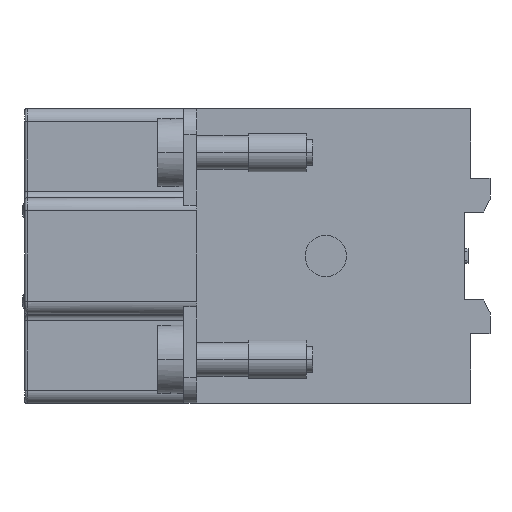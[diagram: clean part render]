
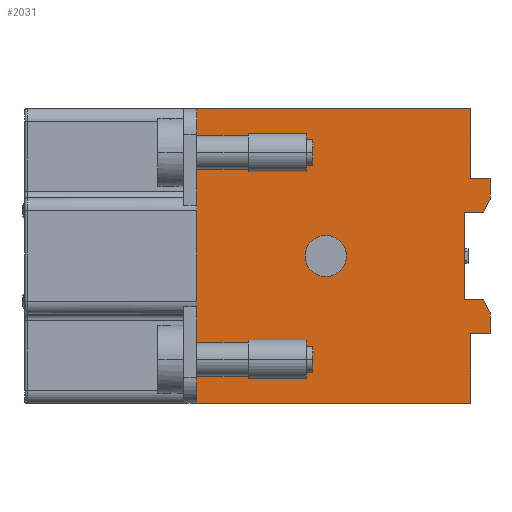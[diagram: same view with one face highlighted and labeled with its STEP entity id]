
A CAD part, left-side view. The second image highlights one B-rep face of the part: STEP entity #2031.
In plain terms, the highlighted planar face has unit normal (-1, 0, 0).
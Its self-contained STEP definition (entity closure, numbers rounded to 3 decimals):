
#2031=ADVANCED_FACE('92',(#10784,#10785),#3541,.F.);
#3541=PLANE('',#28305);
#4576=B_SPLINE_CURVE_WITH_KNOTS('',3,(#38079,#38080,#38081,#38082),
 .UNSPECIFIED.,.F.,.F.,(4,4),(0.,1.),.UNSPECIFIED.);
#4954=LINE('',#38052,#7869);
#4955=LINE('',#38055,#7870);
#4956=LINE('',#38057,#7871);
#4957=LINE('',#38059,#7872);
#4958=LINE('',#38061,#7873);
#4959=LINE('',#38063,#7874);
#4960=LINE('',#38065,#7875);
#4961=LINE('',#38067,#7876);
#4962=LINE('',#38069,#7877);
#4963=LINE('',#38071,#7878);
#4964=LINE('',#38073,#7879);
#4965=LINE('',#38075,#7880);
#4966=LINE('',#38077,#7881);
#7869=VECTOR('',#30584,1.);
#7870=VECTOR('',#30585,1.);
#7871=VECTOR('',#30586,1.);
#7872=VECTOR('',#30587,1.);
#7873=VECTOR('',#30588,1.);
#7874=VECTOR('',#30589,1.);
#7875=VECTOR('',#30590,1.);
#7876=VECTOR('',#30591,1.);
#7877=VECTOR('',#30592,1.);
#7878=VECTOR('',#30593,1.);
#7879=VECTOR('',#30594,1.);
#7880=VECTOR('',#30595,1.);
#7881=VECTOR('',#30596,1.);
#10784=FACE_BOUND('',#10943,.T.);
#10785=FACE_BOUND('',#10944,.T.);
#10943=EDGE_LOOP('',(#12555));
#10944=EDGE_LOOP('',(#12556,#12557,#12558,#12559,#12560,#12561,#12562,#12563,
#12564,#12565,#12566,#12567,#12568,#12569));
#12555=ORIENTED_EDGE('',*,*,#23422,.T.);
#12556=ORIENTED_EDGE('',*,*,#23423,.F.);
#12557=ORIENTED_EDGE('',*,*,#23424,.F.);
#12558=ORIENTED_EDGE('',*,*,#23425,.F.);
#12559=ORIENTED_EDGE('',*,*,#23426,.T.);
#12560=ORIENTED_EDGE('',*,*,#23427,.F.);
#12561=ORIENTED_EDGE('',*,*,#23428,.F.);
#12562=ORIENTED_EDGE('',*,*,#23429,.F.);
#12563=ORIENTED_EDGE('',*,*,#23430,.F.);
#12564=ORIENTED_EDGE('',*,*,#23431,.T.);
#12565=ORIENTED_EDGE('',*,*,#23432,.F.);
#12566=ORIENTED_EDGE('',*,*,#23433,.F.);
#12567=ORIENTED_EDGE('',*,*,#23434,.T.);
#12568=ORIENTED_EDGE('',*,*,#23435,.F.);
#12569=ORIENTED_EDGE('',*,*,#23436,.T.);
#20737=VERTEX_POINT('',#38051);
#20738=VERTEX_POINT('',#38053);
#20739=VERTEX_POINT('',#38054);
#20740=VERTEX_POINT('',#38056);
#20741=VERTEX_POINT('',#38058);
#20742=VERTEX_POINT('',#38060);
#20743=VERTEX_POINT('',#38062);
#20744=VERTEX_POINT('',#38064);
#20745=VERTEX_POINT('',#38066);
#20746=VERTEX_POINT('',#38068);
#20747=VERTEX_POINT('',#38070);
#20748=VERTEX_POINT('',#38072);
#20749=VERTEX_POINT('',#38074);
#20750=VERTEX_POINT('',#38076);
#20751=VERTEX_POINT('',#38078);
#23422=EDGE_CURVE('',#20737,#20737,#27513,.T.);
#23423=EDGE_CURVE('',#20738,#20739,#4954,.T.);
#23424=EDGE_CURVE('',#20740,#20738,#4955,.T.);
#23425=EDGE_CURVE('',#20741,#20740,#4956,.T.);
#23426=EDGE_CURVE('8394',#20741,#20742,#4957,.T.);
#23427=EDGE_CURVE('8414',#20743,#20742,#4958,.T.);
#23428=EDGE_CURVE('8399',#20744,#20743,#4959,.T.);
#23429=EDGE_CURVE('9062',#20745,#20744,#4960,.T.);
#23430=EDGE_CURVE('',#20746,#20745,#4961,.T.);
#23431=EDGE_CURVE('',#20746,#20747,#4962,.T.);
#23432=EDGE_CURVE('',#20748,#20747,#4963,.T.);
#23433=EDGE_CURVE('',#20749,#20748,#4964,.T.);
#23434=EDGE_CURVE('',#20749,#20750,#4965,.T.);
#23435=EDGE_CURVE('',#20751,#20750,#4966,.T.);
#23436=EDGE_CURVE('',#20751,#20739,#4576,.T.);
#27513=CIRCLE('',#28304,1.6);
#28304=AXIS2_PLACEMENT_3D('',#38050,#30582,#30583);
#28305=AXIS2_PLACEMENT_3D('',#38083,#30597,#30598);
#30582=DIRECTION('',(1.,0.,0.));
#30583=DIRECTION('',(0.,0.,1.));
#30584=DIRECTION('',(0.,0.,1.));
#30585=DIRECTION('',(0.,1.,0.));
#30586=DIRECTION('',(0.,0.,-1.));
#30587=DIRECTION('',(0.,-1.,0.));
#30588=DIRECTION('',(0.,0.,-1.));
#30589=DIRECTION('',(0.,-0.447,-0.894));
#30590=DIRECTION('',(0.,-1.,0.));
#30591=DIRECTION('',(0.,0.,-1.));
#30592=DIRECTION('',(0.,-1.,0.));
#30593=DIRECTION('',(0.,0.447,-0.894));
#30594=DIRECTION('',(0.,0.,-1.));
#30595=DIRECTION('',(0.,1.,0.));
#30596=DIRECTION('',(0.,0.,-1.));
#30597=DIRECTION('',(1.,0.,0.));
#30598=DIRECTION('',(0.,0.,-1.));
#38050=CARTESIAN_POINT('',(-28.,-11.,0.));
#38051=CARTESIAN_POINT('',(-28.,-11.,1.6));
#38052=CARTESIAN_POINT('',(-28.,-1.,11.402));
#38053=CARTESIAN_POINT('',(-28.,-1.,-11.4));
#38054=CARTESIAN_POINT('',(-28.,-1.,11.401));
#38055=CARTESIAN_POINT('',(-28.,-21.7,-11.4));
#38056=CARTESIAN_POINT('',(-28.,-22.2,-11.4));
#38057=CARTESIAN_POINT('',(-28.,-22.2,11.402));
#38058=CARTESIAN_POINT('',(-28.,-22.2,-6.));
#38059=CARTESIAN_POINT('',(-28.,-22.,-6.));
#38060=CARTESIAN_POINT('',(-28.,-23.7,-6.));
#38061=CARTESIAN_POINT('',(-28.,-23.7,-4.4));
#38062=CARTESIAN_POINT('',(-28.,-23.7,-4.4));
#38063=CARTESIAN_POINT('',(-28.,-23.2,-3.4));
#38064=CARTESIAN_POINT('',(-28.,-23.2,-3.4));
#38065=CARTESIAN_POINT('',(-28.,-18.7,-3.4));
#38066=CARTESIAN_POINT('',(-28.,-21.7,-3.4));
#38067=CARTESIAN_POINT('',(-28.,-21.7,11.402));
#38068=CARTESIAN_POINT('',(-28.,-21.7,3.4));
#38069=CARTESIAN_POINT('',(-28.,-18.7,3.4));
#38070=CARTESIAN_POINT('',(-28.,-23.2,3.4));
#38071=CARTESIAN_POINT('',(-28.,-23.7,4.4));
#38072=CARTESIAN_POINT('',(-28.,-23.7,4.4));
#38073=CARTESIAN_POINT('',(-28.,-23.7,6.));
#38074=CARTESIAN_POINT('',(-28.,-23.7,6.));
#38075=CARTESIAN_POINT('',(-28.,-23.7,6.));
#38076=CARTESIAN_POINT('',(-28.,-22.2,6.));
#38077=CARTESIAN_POINT('',(-28.,-22.2,11.402));
#38078=CARTESIAN_POINT('',(-28.,-22.2,11.402));
#38079=CARTESIAN_POINT('',(-28.,-22.2,11.402));
#38080=CARTESIAN_POINT('',(-28.,-15.133,11.402));
#38081=CARTESIAN_POINT('',(-28.,-8.067,11.402));
#38082=CARTESIAN_POINT('',(-28.,-1.,11.402));
#38083=CARTESIAN_POINT('',(-28.,-21.7,11.402));
